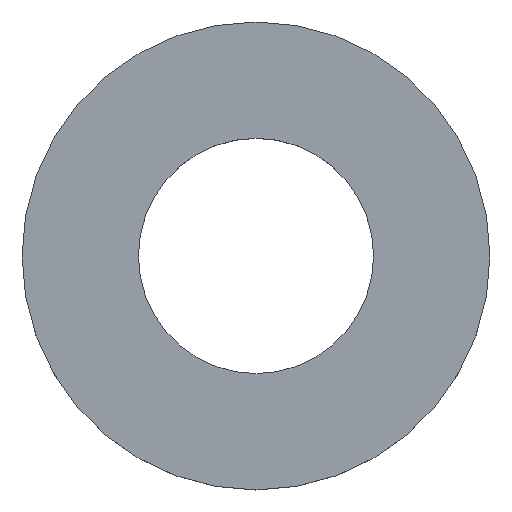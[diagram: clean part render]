
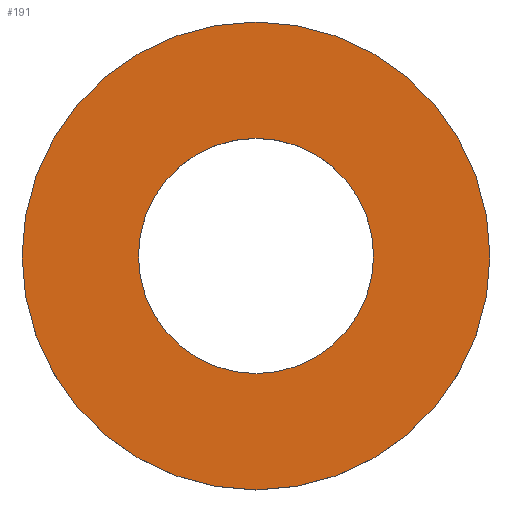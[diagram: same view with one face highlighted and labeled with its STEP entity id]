
A CAD part, top view. The second image highlights one B-rep face of the part: STEP entity #191.
In plain terms, the highlighted planar face has unit normal (0, 0, 1).
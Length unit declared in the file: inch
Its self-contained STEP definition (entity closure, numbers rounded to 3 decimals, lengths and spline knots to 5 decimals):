
#4 = EDGE_LOOP ( 'NONE', ( #99, #152 ) ) ;
#6 = CARTESIAN_POINT ( 'NONE',  ( 0., 0., 0.03125 ) ) ;
#8 = VERTEX_POINT ( 'NONE', #225 ) ;
#11 = DIRECTION ( 'NONE',  ( 1., 0., 0. ) ) ;
#20 = VERTEX_POINT ( 'NONE', #85 ) ;
#28 = AXIS2_PLACEMENT_3D ( 'NONE', #42, #59, #100 ) ;
#42 = CARTESIAN_POINT ( 'NONE',  ( 0., 0., 0.03125 ) ) ;
#53 = AXIS2_PLACEMENT_3D ( 'NONE', #128, #186, #11 ) ;
#59 = DIRECTION ( 'NONE',  ( 0., 0., 1. ) ) ;
#66 = VERTEX_POINT ( 'NONE', #223 ) ;
#68 = FACE_OUTER_BOUND ( 'NONE', #4, .T. ) ;
#69 = DIRECTION ( 'NONE',  ( 1., 0., 0. ) ) ;
#70 = DIRECTION ( 'NONE',  ( 0., 0., 1. ) ) ;
#71 = CARTESIAN_POINT ( 'NONE',  ( 0., 0., 0.03125 ) ) ;
#74 = ORIENTED_EDGE ( 'NONE', *, *, #86, .F. ) ;
#76 = CIRCLE ( 'NONE', #53, 0.375 ) ;
#81 = DIRECTION ( 'NONE',  ( 0., 0., 1. ) ) ;
#85 = CARTESIAN_POINT ( 'NONE',  ( 0.1885, 0., 0.03125 ) ) ;
#86 = EDGE_CURVE ( 'NONE', #66, #20, #232, .T. ) ;
#99 = ORIENTED_EDGE ( 'NONE', *, *, #209, .T. ) ;
#100 = DIRECTION ( 'NONE',  ( 1., 0., 0. ) ) ;
#102 = AXIS2_PLACEMENT_3D ( 'NONE', #6, #81, #145 ) ;
#104 = EDGE_CURVE ( 'NONE', #8, #139, #204, .T. ) ;
#106 = PLANE ( 'NONE',  #243 ) ;
#115 = FACE_BOUND ( 'NONE', #207, .T. ) ;
#126 = CARTESIAN_POINT ( 'NONE',  ( 0., 0., 0.03125 ) ) ;
#128 = CARTESIAN_POINT ( 'NONE',  ( 0., 0., 0.03125 ) ) ;
#131 = CARTESIAN_POINT ( 'NONE',  ( -0.375, 0., 0.03125 ) ) ;
#132 = DIRECTION ( 'NONE',  ( 1., 0., 0. ) ) ;
#139 = VERTEX_POINT ( 'NONE', #131 ) ;
#145 = DIRECTION ( 'NONE',  ( 1., 0., 0. ) ) ;
#148 = CIRCLE ( 'NONE', #202, 0.1885 ) ;
#152 = ORIENTED_EDGE ( 'NONE', *, *, #104, .T. ) ;
#174 = ORIENTED_EDGE ( 'NONE', *, *, #194, .F. ) ;
#186 = DIRECTION ( 'NONE',  ( 0., 0., 1. ) ) ;
#191 = ADVANCED_FACE ( 'NONE', ( #68, #115 ), #106, .T. ) ;
#194 = EDGE_CURVE ( 'NONE', #20, #66, #148, .T. ) ;
#202 = AXIS2_PLACEMENT_3D ( 'NONE', #71, #247, #69 ) ;
#204 = CIRCLE ( 'NONE', #102, 0.375 ) ;
#207 = EDGE_LOOP ( 'NONE', ( #74, #174 ) ) ;
#209 = EDGE_CURVE ( 'NONE', #139, #8, #76, .T. ) ;
#223 = CARTESIAN_POINT ( 'NONE',  ( -0.1885, 0., 0.03125 ) ) ;
#225 = CARTESIAN_POINT ( 'NONE',  ( 0.375, 0., 0.03125 ) ) ;
#232 = CIRCLE ( 'NONE', #28, 0.1885 ) ;
#243 = AXIS2_PLACEMENT_3D ( 'NONE', #126, #70, #132 ) ;
#247 = DIRECTION ( 'NONE',  ( 0., 0., 1. ) ) ;
